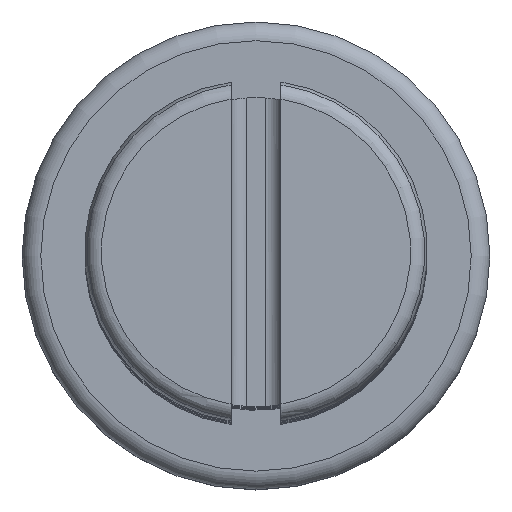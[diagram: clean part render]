
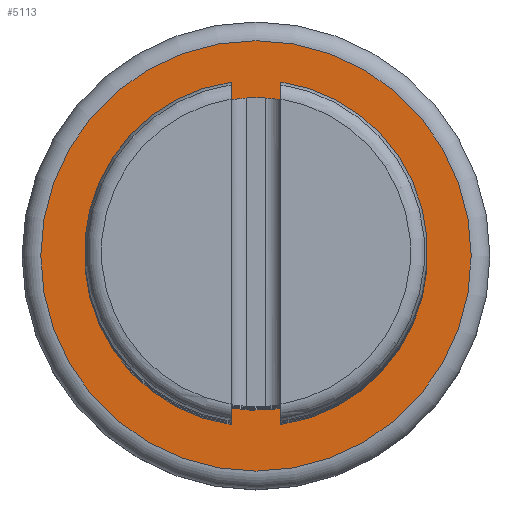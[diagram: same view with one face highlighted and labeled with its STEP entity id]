
A CAD part, top view. The second image highlights one B-rep face of the part: STEP entity #5113.
In plain terms, the highlighted planar face has unit normal (0, 0, 1).
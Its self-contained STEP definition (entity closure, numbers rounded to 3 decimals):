
#413=CIRCLE('',#5350,3.45);
#416=CIRCLE('',#5369,2.475);
#880=ORIENTED_EDGE('',*,*,#1850,.T.);
#881=ORIENTED_EDGE('',*,*,#1815,.T.);
#1815=EDGE_CURVE('',#2337,#2337,#413,.T.);
#1850=EDGE_CURVE('',#2362,#2362,#416,.T.);
#2337=VERTEX_POINT('',#7038);
#2362=VERTEX_POINT('',#7146);
#3189=EDGE_LOOP('',(#880));
#3190=EDGE_LOOP('',(#881));
#3405=FACE_BOUND('',#3189,.T.);
#3406=FACE_BOUND('',#3190,.T.);
#3572=PLANE('',#5368);
#5113=ADVANCED_FACE('',(#3405,#3406),#3572,.F.);
#5350=AXIS2_PLACEMENT_3D('',#7037,#5861,#5862);
#5368=AXIS2_PLACEMENT_3D('',#7144,#5913,#5914);
#5369=AXIS2_PLACEMENT_3D('',#7145,#5915,#5916);
#5861=DIRECTION('',(0.,0.,1.));
#5862=DIRECTION('',(1.,0.,0.));
#5913=DIRECTION('',(0.,0.,-1.));
#5914=DIRECTION('',(1.,0.,0.));
#5915=DIRECTION('',(0.,0.,-1.));
#5916=DIRECTION('',(-1.,0.,0.));
#7037=CARTESIAN_POINT('',(0.,0.,0.862));
#7038=CARTESIAN_POINT('',(3.45,0.,0.862));
#7144=CARTESIAN_POINT('',(0.,2.638,0.862));
#7145=CARTESIAN_POINT('',(0.,0.,0.862));
#7146=CARTESIAN_POINT('',(-2.475,0.,0.862));
